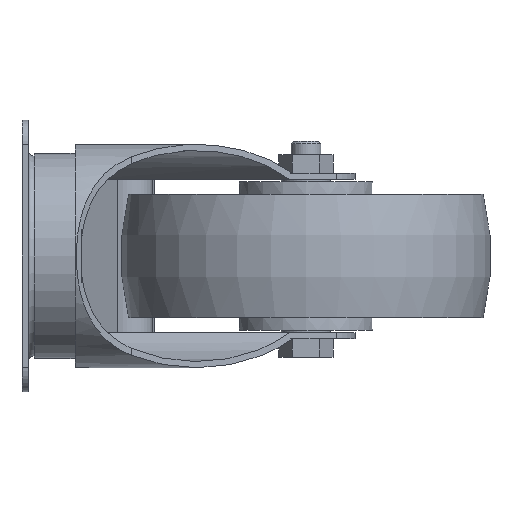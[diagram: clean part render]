
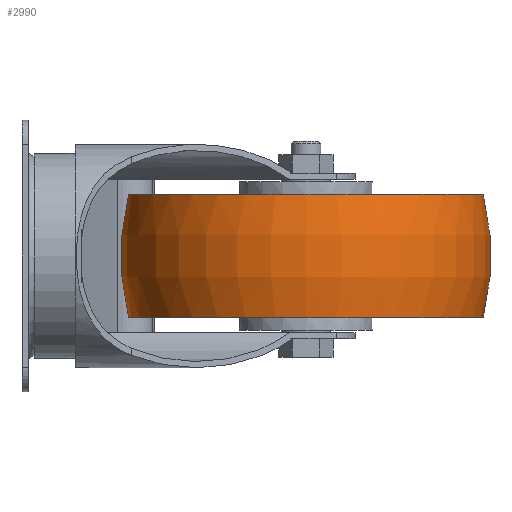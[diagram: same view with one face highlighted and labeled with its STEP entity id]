
A CAD part, left-side view. The second image highlights one B-rep face of the part: STEP entity #2990.
In plain terms, the highlighted toroidal (fillet/blend) face has major radius 25 mm and minor radius 100 mm.
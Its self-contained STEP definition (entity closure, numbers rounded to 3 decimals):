
#21=DEGENERATE_TOROIDAL_SURFACE('',#3251,25.,100.,
 .F.);
#163=CIRCLE('',#3250,71.825);
#164=CIRCLE('',#3252,71.825);
#613=ORIENTED_EDGE('',*,*,#1345,.T.);
#614=ORIENTED_EDGE('',*,*,#1346,.F.);
#1345=EDGE_CURVE('',#1717,#1717,#163,.T.);
#1346=EDGE_CURVE('',#1718,#1718,#164,.T.);
#1717=VERTEX_POINT('',#4864);
#1718=VERTEX_POINT('',#4867);
#2498=EDGE_LOOP('',(#613));
#2499=EDGE_LOOP('',(#614));
#2699=FACE_BOUND('',#2498,.T.);
#2700=FACE_BOUND('',#2499,.T.);
#2990=ADVANCED_FACE('',(#2699,#2700),#21,.F.);
#3250=AXIS2_PLACEMENT_3D('',#4863,#3871,#3872);
#3251=AXIS2_PLACEMENT_3D('',#4865,#3873,#3874);
#3252=AXIS2_PLACEMENT_3D('',#4866,#3875,#3876);
#3871=DIRECTION('',(0.,0.,-1.));
#3872=DIRECTION('',(-1.,0.,0.));
#3873=DIRECTION('',(0.,0.,-1.));
#3874=DIRECTION('',(-1.,0.,0.));
#3875=DIRECTION('',(0.,0.,-1.));
#3876=DIRECTION('',(-1.,0.,0.));
#4863=CARTESIAN_POINT('',(0.,0.,25.));
#4864=CARTESIAN_POINT('',(-71.825,0.,25.));
#4865=CARTESIAN_POINT('',(0.,0.,0.));
#4866=CARTESIAN_POINT('',(0.,0.,-25.));
#4867=CARTESIAN_POINT('',(-71.825,0.,-25.));
